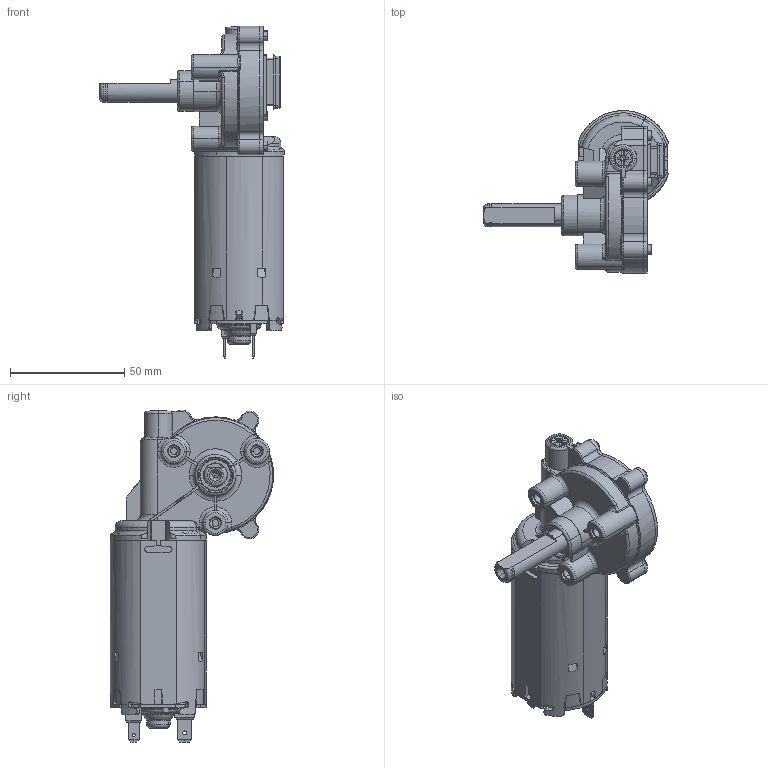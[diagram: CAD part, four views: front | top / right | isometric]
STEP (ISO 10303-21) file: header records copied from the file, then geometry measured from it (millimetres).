
FILE_DESCRIPTION(('CATIA V5 STEP Exchange'),'2;1');
FILE_NAME('10000017478_02_MOTOR GMPG_AllCATPart.stp','2014-10-10T05:02:36+00:00',('none'),('none'),'CATIA Version 5 Release 19 SP 9 (IN-10)','CATIA V5 STEP AP214','none');
FILE_SCHEMA(('AUTOMOTIVE_DESIGN { 1 0 10303 214 1 1 1 1 }'));
Length unit declared in the file: millimetre
Products named in the file (1): 10000017478_02_MOTOR GMPG_AllCATPart
Bounding box: 80.73 x 71.47 x 145.5 mm (x, y, z)
Volume: 59741.5 mm3; surface area: 64027.7 mm2
Topology: 19 solids, 19 shells, 2172 faces, 5887 edges, 3746 vertices
Faces by surface type: plane 1150, cylinder 593, torus 171, cone 117, bspline 104, sphere 32, extrusion 5
Entity records: 70517 total; most frequent: CARTESIAN_POINT 20930, ORIENTED_EDGE 11680, DIRECTION 7717, EDGE_CURVE 5840, VERTEX_POINT 3746, VECTOR 3316, LINE 3311, AXIS2_PLACEMENT_3D 3007
